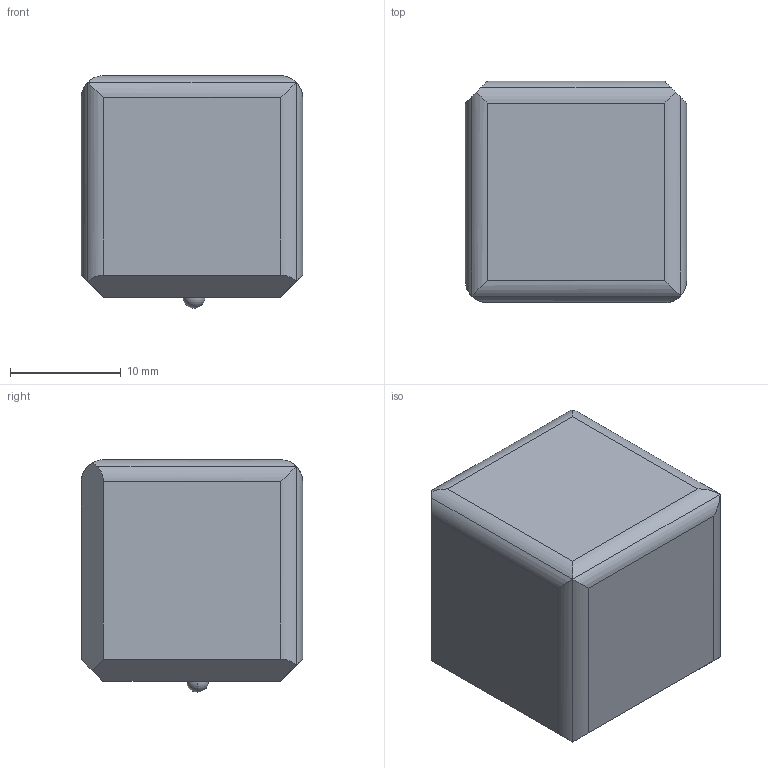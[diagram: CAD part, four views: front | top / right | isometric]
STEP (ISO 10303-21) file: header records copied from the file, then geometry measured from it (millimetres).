
FILE_DESCRIPTION(('STEP AP214'),'1');
FILE_NAME('cube4.stp','2012-02-03T15:53:07',(' '),(' '),'Spatial InterOp 3D',' ',' ');
FILE_SCHEMA(('automotive_design'));
Length unit declared in the file: metre
Products named in the file (1): 1
Bounding box: 20 x 20 x 21 mm (x, y, z)
Volume: 7679.9 mm3; surface area: 2173.3 mm2
Topology: 1 solids, 1 shells, 34 faces, 94 edges, 50 vertices
Faces by surface type: cylinder 12, plane 12, sphere 10
Entity records: 1259 total; most frequent: DIRECTION 184, CARTESIAN_POINT 161, ORIENTED_EDGE 152, EDGE_CURVE 76, AXIS2_PLACEMENT_3D 73, VERTEX_POINT 50, EDGE_LOOP 40, LINE 38
